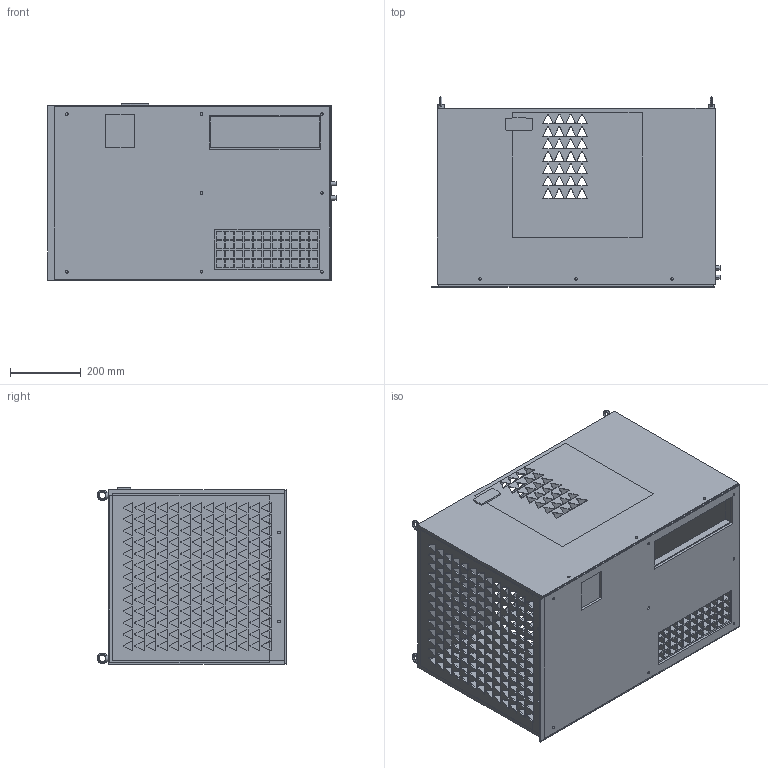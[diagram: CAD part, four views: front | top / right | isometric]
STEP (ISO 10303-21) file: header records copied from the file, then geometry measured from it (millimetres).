
FILE_DESCRIPTION(('STEP AP242'),'1');
FILE_NAME('nsycu3k3p4rul.stp','2021-09-28T16:03:31',('TraceParts'),('TraceParts S.A.'),'Spatial InterOp 3D',' ',' ');
FILE_SCHEMA(('AP242_MANAGED_MODEL_BASED_3D_ENGINEERING_MIM_LF {1 0 10303 442 1 1 4}'));
Length unit declared in the file: millimetre
Products named in the file (1): nsycu3k3p4rul
Bounding box: 813.4 x 535.4 x 497 mm (x, y, z)
Volume: 17994775.9 mm3; surface area: 3952686.6 mm2
Topology: 1 solids, 1 shells, 1780 faces, 5271 edges, 3506 vertices
Faces by surface type: plane 1126, extrusion 566, cylinder 56, torus 32
Entity records: 63911 total; most frequent: CARTESIAN_POINT 17151, ORIENTED_EDGE 10542, DIRECTION 7247, EDGE_CURVE 5271, VECTOR 4497, LINE 3931, VERTEX_POINT 3506, EDGE_LOOP 2453
